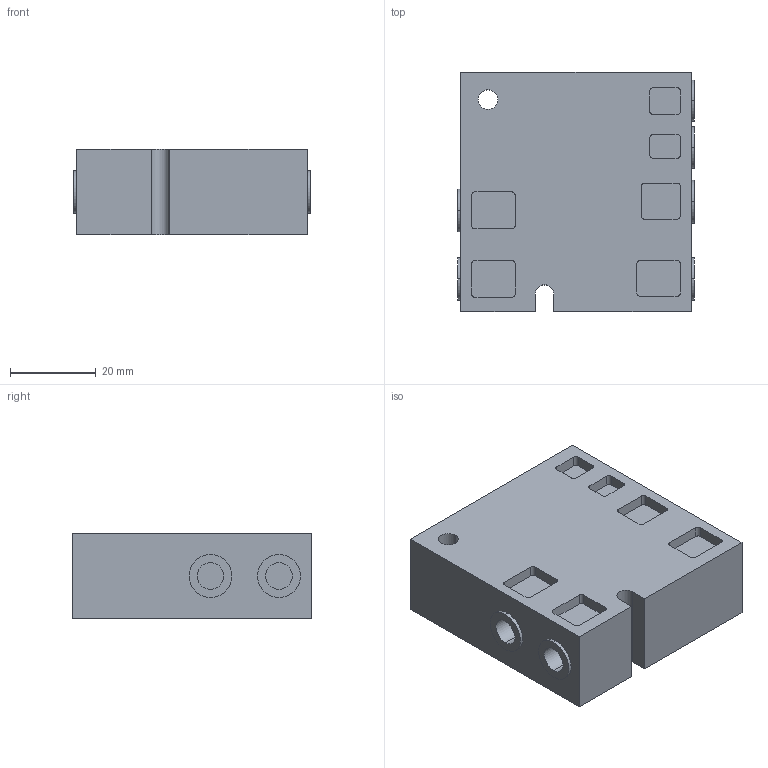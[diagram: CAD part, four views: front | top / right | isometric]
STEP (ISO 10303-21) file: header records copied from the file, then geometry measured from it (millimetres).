
FILE_DESCRIPTION (( 'STEP AP214' ), '1' );
FILE_NAME ('BVS-46M-2P.step', '2016-07-27T15:17:27', ( '' ), ( '' ), 'SwSTEP 2.0', 'SolidWorks 2016', '' );
FILE_SCHEMA (( 'AUTOMOTIVE_DESIGN' ));
Length unit declared in the file: inch
Products named in the file (1): BVS-46M-2P
Bounding box: 55.37 x 55.88 x 20.07 mm (x, y, z)
Volume: 53454.5 mm3; surface area: 14424.1 mm2
Topology: 1 solids, 1 shells, 159 faces, 396 edges, 264 vertices
Faces by surface type: plane 82, cylinder 77
Entity records: 5218 total; most frequent: DIRECTION 870, CARTESIAN_POINT 820, ORIENTED_EDGE 792, EDGE_CURVE 396, AXIS2_PLACEMENT_3D 314, VERTEX_POINT 264, VECTOR 242, LINE 242
